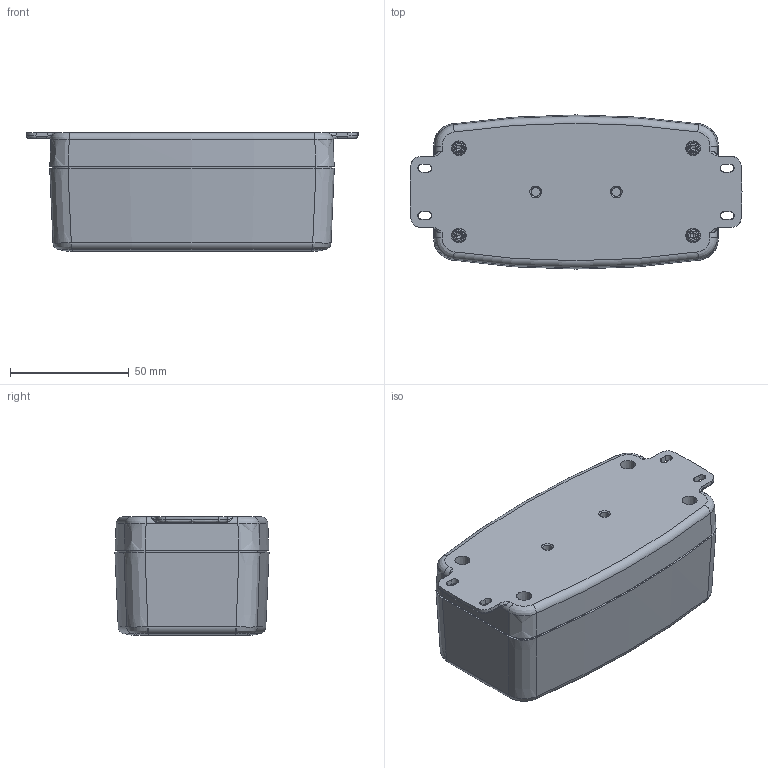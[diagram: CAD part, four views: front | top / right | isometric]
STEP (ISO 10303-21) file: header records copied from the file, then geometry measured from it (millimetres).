
FILE_DESCRIPTION (( 'STEP AP203' ), '1' );
FILE_NAME ('447-820-55.STEP', '2022-06-30T14:01:14', ( '' ), ( '' ), 'SwSTEP 2.0', 'SolidWorks 2018', '' );
FILE_SCHEMA (( 'CONFIG_CONTROL_DESIGN' ));
Length unit declared in the file: millimetre
Products named in the file (4): 044782001; 063057404; 044780002_044780041; 447-820-55
Assembly tree (6 placements, depth 2):
  447-820-55
    044780002_044780041
    044782001
    063057404  x4
Bounding box: 140 x 65 x 50 mm (x, y, z)
Volume: 92740.6 mm3; surface area: 71660.1 mm2
Topology: 6 solids, 6 shells, 1057 faces, 2699 edges, 1725 vertices
Faces by surface type: bspline 324, plane 310, cylinder 215, cone 112, torus 94, sphere 2
Entity records: 33988 total; most frequent: CARTESIAN_POINT 14657, ORIENTED_EDGE 4134, DIRECTION 3635, EDGE_CURVE 2067, AXIS2_PLACEMENT_3D 1381, VERTEX_POINT 1317, EDGE_LOOP 918, VECTOR 873
